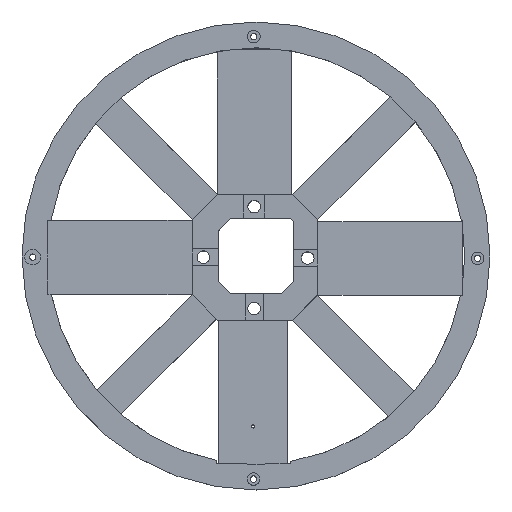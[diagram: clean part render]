
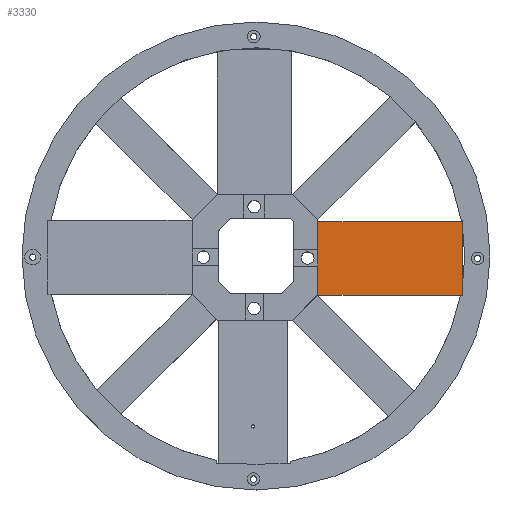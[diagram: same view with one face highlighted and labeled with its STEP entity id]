
A CAD part, top view. The second image highlights one B-rep face of the part: STEP entity #3330.
In plain terms, the highlighted planar face has unit normal (0, 0, 1).
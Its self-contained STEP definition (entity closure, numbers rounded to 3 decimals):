
#128=PLANE('',#3558);
#272=FACE_OUTER_BOUND('',#446,.T.);
#446=EDGE_LOOP('',(#2769,#2770,#2771,#2772));
#785=LINE('',#5147,#1191);
#787=LINE('',#5151,#1193);
#789=LINE('',#5155,#1195);
#790=LINE('',#5157,#1196);
#1191=VECTOR('',#4192,10.);
#1193=VECTOR('',#4196,10.);
#1195=VECTOR('',#4200,10.);
#1196=VECTOR('',#4203,10.);
#1529=VERTEX_POINT('',#4762);
#1654=VERTEX_POINT('',#5145);
#1655=VERTEX_POINT('',#5149);
#1656=VERTEX_POINT('',#5153);
#2074=EDGE_CURVE('',#1529,#1654,#785,.T.);
#2076=EDGE_CURVE('',#1655,#1654,#787,.T.);
#2078=EDGE_CURVE('',#1656,#1655,#789,.T.);
#2079=EDGE_CURVE('',#1529,#1656,#790,.T.);
#2769=ORIENTED_EDGE('',*,*,#2079,.F.);
#2770=ORIENTED_EDGE('',*,*,#2074,.T.);
#2771=ORIENTED_EDGE('',*,*,#2076,.F.);
#2772=ORIENTED_EDGE('',*,*,#2078,.F.);
#3330=ADVANCED_FACE('',(#272),#128,.T.);
#3558=AXIS2_PLACEMENT_3D('',#5156,#4201,#4202);
#4192=DIRECTION('',(1.,0.,0.));
#4196=DIRECTION('',(0.,-1.,0.));
#4200=DIRECTION('',(1.,0.,0.));
#4201=DIRECTION('center_axis',(0.,0.,1.));
#4202=DIRECTION('ref_axis',(0.,-1.,0.));
#4203=DIRECTION('',(0.,1.,0.));
#4762=CARTESIAN_POINT('',(9.841,-6.19,-22.2));
#5145=CARTESIAN_POINT('',(32.841,-6.19,-22.2));
#5147=CARTESIAN_POINT('',(9.841,-6.19,-22.2));
#5149=CARTESIAN_POINT('',(32.841,5.507,-22.2));
#5151=CARTESIAN_POINT('',(32.841,-2.341,-22.2));
#5153=CARTESIAN_POINT('',(9.841,5.507,-22.2));
#5155=CARTESIAN_POINT('',(9.841,5.507,-22.2));
#5156=CARTESIAN_POINT('Origin',(9.841,5.507,-22.2));
#5157=CARTESIAN_POINT('',(9.841,-2.341,-22.2));
